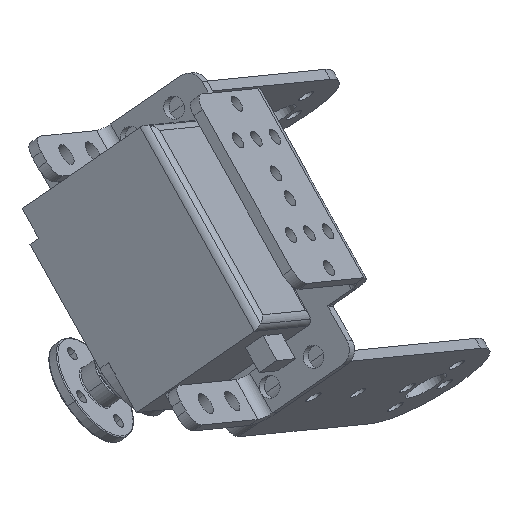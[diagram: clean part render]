
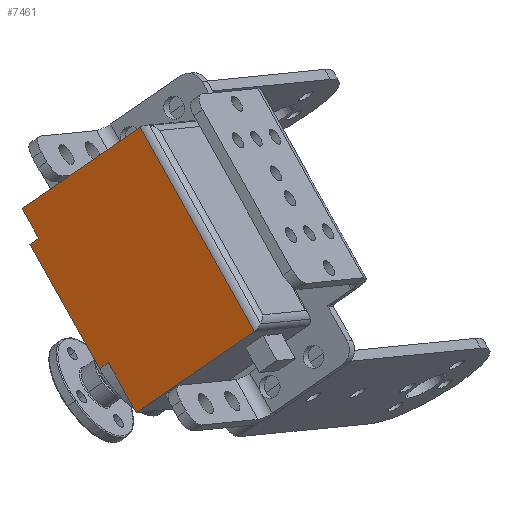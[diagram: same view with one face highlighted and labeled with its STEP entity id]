
A CAD part, front view. The second image highlights one B-rep face of the part: STEP entity #7461.
In plain terms, the highlighted planar face has unit normal (-0.455, -0.889, -0.045).
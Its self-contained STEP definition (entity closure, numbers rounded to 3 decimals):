
#275 = DIRECTION ( 'NONE',  ( -0.478, 0.201, 0.855 ) ) ;
#407 = ORIENTED_EDGE ( 'NONE', *, *, #7932, .T. ) ;
#416 = VECTOR ( 'NONE', #8127, 1000. ) ;
#542 = DIRECTION ( 'NONE',  ( -0.478, 0.201, 0.855 ) ) ;
#603 = DIRECTION ( 'NONE',  ( -0.751, 0.41, -0.517 ) ) ;
#639 = CARTESIAN_POINT ( 'NONE',  ( -26.099, 194.763, 34.714 ) ) ;
#947 = CARTESIAN_POINT ( 'NONE',  ( -65.987, 214.099, 55.811 ) ) ;
#972 = ORIENTED_EDGE ( 'NONE', *, *, #6707, .T. ) ;
#1609 = ORIENTED_EDGE ( 'NONE', *, *, #8367, .F. ) ;
#1826 = VERTEX_POINT ( 'NONE', #3192 ) ;
#1907 = CARTESIAN_POINT ( 'NONE',  ( -30.999, 196.827, 43.477 ) ) ;
#1924 = CARTESIAN_POINT ( 'NONE',  ( -63.118, 212.891, 50.682 ) ) ;
#2084 = VECTOR ( 'NONE', #10845, 1000. ) ;
#2144 = CARTESIAN_POINT ( 'NONE',  ( -51.165, 207.857, 29.309 ) ) ;
#2424 = EDGE_LOOP ( 'NONE', ( #2565, #972, #1609, #407, #4375, #4273, #4540, #6475 ) ) ;
#2429 = EDGE_CURVE ( 'NONE', #1826, #7290, #9246, .T. ) ;
#2534 = LINE ( 'NONE', #1924, #4489 ) ;
#2565 = ORIENTED_EDGE ( 'NONE', *, *, #11367, .F. ) ;
#2630 = VERTEX_POINT ( 'NONE', #4278 ) ;
#2639 = LINE ( 'NONE', #947, #416 ) ;
#2892 = VERTEX_POINT ( 'NONE', #639 ) ;
#3190 = VERTEX_POINT ( 'NONE', #2144 ) ;
#3192 = CARTESIAN_POINT ( 'NONE',  ( -52.668, 208.678, 28.275 ) ) ;
#3218 = LINE ( 'NONE', #6780, #8867 ) ;
#3523 = CARTESIAN_POINT ( 'NONE',  ( -46.384, 205.844, 20.76 ) ) ;
#3540 = LINE ( 'NONE', #7871, #10723 ) ;
#4273 = ORIENTED_EDGE ( 'NONE', *, *, #5998, .F. ) ;
#4278 = CARTESIAN_POINT ( 'NONE',  ( -65.987, 214.099, 55.811 ) ) ;
#4375 = ORIENTED_EDGE ( 'NONE', *, *, #2429, .F. ) ;
#4421 = CARTESIAN_POINT ( 'NONE',  ( -63.118, 212.891, 50.682 ) ) ;
#4489 = VECTOR ( 'NONE', #603, 1000. ) ;
#4514 = EDGE_CURVE ( 'NONE', #2892, #5155, #10975, .T. ) ;
#4540 = ORIENTED_EDGE ( 'NONE', *, *, #9296, .F. ) ;
#4642 = LINE ( 'NONE', #9081, #2084 ) ;
#4719 = CARTESIAN_POINT ( 'NONE',  ( -24.596, 193.942, 35.748 ) ) ;
#5155 = VERTEX_POINT ( 'NONE', #3523 ) ;
#5470 = LINE ( 'NONE', #1907, #6821 ) ;
#5480 = CARTESIAN_POINT ( 'NONE',  ( -64.621, 213.712, 49.648 ) ) ;
#5985 = VERTEX_POINT ( 'NONE', #4421 ) ;
#5998 = EDGE_CURVE ( 'NONE', #3190, #1826, #3540, .T. ) ;
#6330 = AXIS2_PLACEMENT_3D ( 'NONE', #4719, #8282, #275 ) ;
#6403 = DIRECTION ( 'NONE',  ( -0.751, 0.41, -0.517 ) ) ;
#6475 = ORIENTED_EDGE ( 'NONE', *, *, #4514, .F. ) ;
#6692 = FACE_OUTER_BOUND ( 'NONE', #2424, .T. ) ;
#6707 = EDGE_CURVE ( 'NONE', #11080, #2630, #3218, .T. ) ;
#6780 = CARTESIAN_POINT ( 'NONE',  ( -44.199, 202.197, 70.799 ) ) ;
#6793 = CARTESIAN_POINT ( 'NONE',  ( -52.668, 208.678, 28.275 ) ) ;
#6821 = VECTOR ( 'NONE', #7991, 1000. ) ;
#7100 = DIRECTION ( 'NONE',  ( -0.751, 0.41, -0.517 ) ) ;
#7290 = VERTEX_POINT ( 'NONE', #5480 ) ;
#7452 = CARTESIAN_POINT ( 'NONE',  ( -24.596, 193.942, 35.748 ) ) ;
#7461 = ADVANCED_FACE ( 'NONE', ( #6692 ), #9445, .T. ) ;
#7871 = CARTESIAN_POINT ( 'NONE',  ( -51.165, 207.857, 29.309 ) ) ;
#7932 = EDGE_CURVE ( 'NONE', #5985, #7290, #2534, .T. ) ;
#7991 = DIRECTION ( 'NONE',  ( 0.478, -0.201, -0.855 ) ) ;
#8127 = DIRECTION ( 'NONE',  ( -0.478, 0.201, 0.855 ) ) ;
#8282 = DIRECTION ( 'NONE',  ( -0.455, -0.889, -0.045 ) ) ;
#8367 = EDGE_CURVE ( 'NONE', #5985, #2630, #4642, .T. ) ;
#8867 = VECTOR ( 'NONE', #10527, 1000. ) ;
#9081 = CARTESIAN_POINT ( 'NONE',  ( -65.987, 214.099, 55.811 ) ) ;
#9153 = CARTESIAN_POINT ( 'NONE',  ( -45.702, 203.018, 69.766 ) ) ;
#9246 = LINE ( 'NONE', #6793, #11158 ) ;
#9296 = EDGE_CURVE ( 'NONE', #5155, #3190, #2639, .T. ) ;
#9445 = PLANE ( 'NONE',  #6330 ) ;
#10470 = VECTOR ( 'NONE', #6403, 1000. ) ;
#10527 = DIRECTION ( 'NONE',  ( -0.751, 0.41, -0.517 ) ) ;
#10723 = VECTOR ( 'NONE', #7100, 1000. ) ;
#10845 = DIRECTION ( 'NONE',  ( -0.478, 0.201, 0.855 ) ) ;
#10975 = LINE ( 'NONE', #7452, #10470 ) ;
#11080 = VERTEX_POINT ( 'NONE', #9153 ) ;
#11158 = VECTOR ( 'NONE', #542, 1000. ) ;
#11367 = EDGE_CURVE ( 'NONE', #11080, #2892, #5470, .T. ) ;
